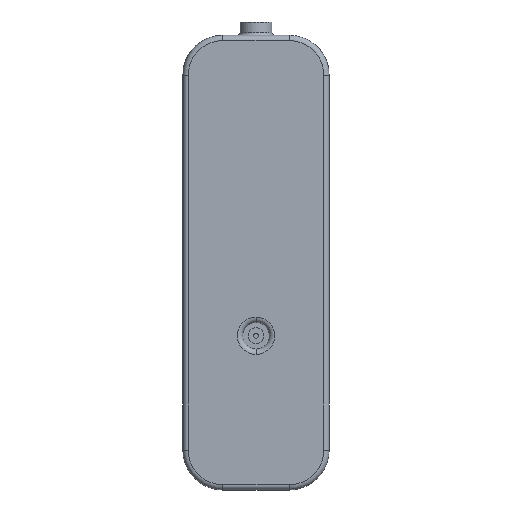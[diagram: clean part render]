
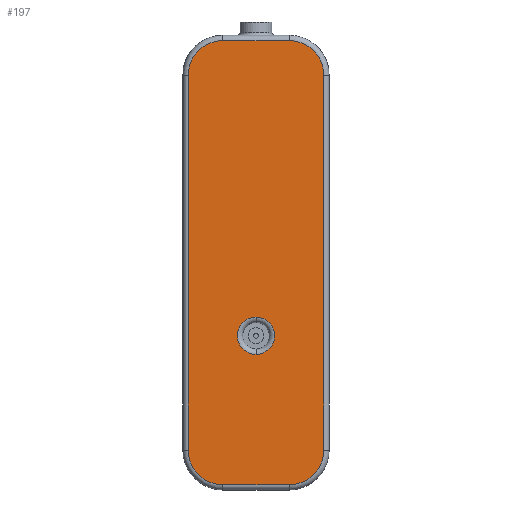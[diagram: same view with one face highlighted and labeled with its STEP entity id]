
A CAD part, front view. The second image highlights one B-rep face of the part: STEP entity #197.
In plain terms, the highlighted planar face has unit normal (0, -1, 0).
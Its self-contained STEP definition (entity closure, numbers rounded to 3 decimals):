
#76 = DIRECTION ( 'NONE',  ( 0., 1., 0. ) ) ;
#94 = DIRECTION ( 'NONE',  ( 0., 0., 1. ) ) ;
#103 = AXIS2_PLACEMENT_3D ( 'NONE', #997, #290, #1824 ) ;
#193 = DIRECTION ( 'NONE',  ( 0., -1., 0. ) ) ;
#197 = ADVANCED_FACE ( 'NONE', ( #2484, #3262 ), #2080, .F. ) ;
#286 = ORIENTED_EDGE ( 'NONE', *, *, #2396, .T. ) ;
#290 = DIRECTION ( 'NONE',  ( 0., 1., 0. ) ) ;
#327 = CARTESIAN_POINT ( 'NONE',  ( -33.229, 0., 107.115 ) ) ;
#366 = EDGE_CURVE ( 'NONE', #1725, #2229, #2109, .T. ) ;
#367 = EDGE_LOOP ( 'NONE', ( #1454, #286 ) ) ;
#379 = LINE ( 'NONE', #1387, #1985 ) ;
#421 = CARTESIAN_POINT ( 'NONE',  ( 0., 0., -46.885 ) ) ;
#435 = CARTESIAN_POINT ( 'NONE',  ( -20.229, 0., 120.115 ) ) ;
#548 = ORIENTED_EDGE ( 'NONE', *, *, #1303, .T. ) ;
#573 = DIRECTION ( 'NONE',  ( 0., -1., 0. ) ) ;
#585 = CARTESIAN_POINT ( 'NONE',  ( -7.729, 0., 2.115 ) ) ;
#587 = VECTOR ( 'NONE', #680, 1000. ) ;
#598 = DIRECTION ( 'NONE',  ( 0., 0., 1. ) ) ;
#654 = CARTESIAN_POINT ( 'NONE',  ( -7.729, 0., 9.115 ) ) ;
#662 = ORIENTED_EDGE ( 'NONE', *, *, #1746, .T. ) ;
#680 = DIRECTION ( 'NONE',  ( 0., 0., -1. ) ) ;
#688 = EDGE_LOOP ( 'NONE', ( #548, #980, #3303, #3300, #3043, #876, #662, #2110 ) ) ;
#774 = DIRECTION ( 'NONE',  ( 0., -1., 0. ) ) ;
#791 = VERTEX_POINT ( 'NONE', #2215 ) ;
#846 = VERTEX_POINT ( 'NONE', #1119 ) ;
#876 = ORIENTED_EDGE ( 'NONE', *, *, #2130, .T. ) ;
#939 = CARTESIAN_POINT ( 'NONE',  ( -33.229, 0., 0. ) ) ;
#963 = VECTOR ( 'NONE', #3291, 1000. ) ;
#980 = ORIENTED_EDGE ( 'NONE', *, *, #2213, .T. ) ;
#997 = CARTESIAN_POINT ( 'NONE',  ( 0., 0., 0. ) ) ;
#1037 = EDGE_CURVE ( 'NONE', #3331, #3207, #2747, .T. ) ;
#1119 = CARTESIAN_POINT ( 'NONE',  ( 17.771, 0., -33.885 ) ) ;
#1123 = CARTESIAN_POINT ( 'NONE',  ( 17.771, 0., 107.115 ) ) ;
#1148 = AXIS2_PLACEMENT_3D ( 'NONE', #654, #2469, #2721 ) ;
#1303 = EDGE_CURVE ( 'NONE', #2790, #1362, #2021, .T. ) ;
#1362 = VERTEX_POINT ( 'NONE', #435 ) ;
#1377 = AXIS2_PLACEMENT_3D ( 'NONE', #2793, #193, #3070 ) ;
#1387 = CARTESIAN_POINT ( 'NONE',  ( 17.771, 0., 0. ) ) ;
#1454 = ORIENTED_EDGE ( 'NONE', *, *, #2520, .T. ) ;
#1654 = CIRCLE ( 'NONE', #3011, 13. ) ;
#1701 = VERTEX_POINT ( 'NONE', #585 ) ;
#1725 = VERTEX_POINT ( 'NONE', #327 ) ;
#1746 = EDGE_CURVE ( 'NONE', #846, #2035, #379, .T. ) ;
#1747 = CIRCLE ( 'NONE', #2175, 13. ) ;
#1752 = CARTESIAN_POINT ( 'NONE',  ( 0., 0., 120.115 ) ) ;
#1764 = CIRCLE ( 'NONE', #2567, 13. ) ;
#1824 = DIRECTION ( 'NONE',  ( 0., 0., 1. ) ) ;
#1907 = AXIS2_PLACEMENT_3D ( 'NONE', #2620, #76, #2146 ) ;
#1985 = VECTOR ( 'NONE', #94, 1000. ) ;
#2021 = LINE ( 'NONE', #1752, #963 ) ;
#2035 = VERTEX_POINT ( 'NONE', #1123 ) ;
#2080 = PLANE ( 'NONE',  #103 ) ;
#2109 = LINE ( 'NONE', #939, #587 ) ;
#2110 = ORIENTED_EDGE ( 'NONE', *, *, #2853, .T. ) ;
#2121 = CARTESIAN_POINT ( 'NONE',  ( -20.229, 0., -33.885 ) ) ;
#2130 = EDGE_CURVE ( 'NONE', #3207, #846, #1764, .T. ) ;
#2146 = DIRECTION ( 'NONE',  ( 0., 0., 1. ) ) ;
#2161 = VECTOR ( 'NONE', #2252, 1000. ) ;
#2175 = AXIS2_PLACEMENT_3D ( 'NONE', #3213, #2699, #598 ) ;
#2213 = EDGE_CURVE ( 'NONE', #1362, #1725, #2619, .T. ) ;
#2215 = CARTESIAN_POINT ( 'NONE',  ( -7.729, 0., 16.115 ) ) ;
#2229 = VERTEX_POINT ( 'NONE', #2807 ) ;
#2252 = DIRECTION ( 'NONE',  ( 1., 0., 0. ) ) ;
#2331 = DIRECTION ( 'NONE',  ( 0., 0., 1. ) ) ;
#2337 = CARTESIAN_POINT ( 'NONE',  ( 4.771, 0., -46.885 ) ) ;
#2396 = EDGE_CURVE ( 'NONE', #1701, #791, #2714, .T. ) ;
#2469 = DIRECTION ( 'NONE',  ( 0., 1., 0. ) ) ;
#2484 = FACE_BOUND ( 'NONE', #367, .T. ) ;
#2496 = CIRCLE ( 'NONE', #1148, 7. ) ;
#2520 = EDGE_CURVE ( 'NONE', #791, #1701, #2496, .T. ) ;
#2567 = AXIS2_PLACEMENT_3D ( 'NONE', #2591, #774, #2331 ) ;
#2591 = CARTESIAN_POINT ( 'NONE',  ( 4.771, 0., -33.885 ) ) ;
#2619 = CIRCLE ( 'NONE', #1377, 13. ) ;
#2620 = CARTESIAN_POINT ( 'NONE',  ( -7.729, 0., 9.115 ) ) ;
#2699 = DIRECTION ( 'NONE',  ( 0., -1., 0. ) ) ;
#2714 = CIRCLE ( 'NONE', #1907, 7. ) ;
#2721 = DIRECTION ( 'NONE',  ( 0., 0., 1. ) ) ;
#2747 = LINE ( 'NONE', #421, #2161 ) ;
#2790 = VERTEX_POINT ( 'NONE', #2901 ) ;
#2793 = CARTESIAN_POINT ( 'NONE',  ( -20.229, 0., 107.115 ) ) ;
#2807 = CARTESIAN_POINT ( 'NONE',  ( -33.229, 0., -33.885 ) ) ;
#2853 = EDGE_CURVE ( 'NONE', #2035, #2790, #1747, .T. ) ;
#2901 = CARTESIAN_POINT ( 'NONE',  ( 4.771, 0., 120.115 ) ) ;
#3011 = AXIS2_PLACEMENT_3D ( 'NONE', #2121, #573, #3156 ) ;
#3043 = ORIENTED_EDGE ( 'NONE', *, *, #1037, .T. ) ;
#3070 = DIRECTION ( 'NONE',  ( 0., 0., 1. ) ) ;
#3156 = DIRECTION ( 'NONE',  ( 0., 0., 1. ) ) ;
#3183 = EDGE_CURVE ( 'NONE', #2229, #3331, #1654, .T. ) ;
#3192 = CARTESIAN_POINT ( 'NONE',  ( -20.229, 0., -46.885 ) ) ;
#3207 = VERTEX_POINT ( 'NONE', #2337 ) ;
#3213 = CARTESIAN_POINT ( 'NONE',  ( 4.771, 0., 107.115 ) ) ;
#3262 = FACE_OUTER_BOUND ( 'NONE', #688, .T. ) ;
#3291 = DIRECTION ( 'NONE',  ( -1., 0., 0. ) ) ;
#3300 = ORIENTED_EDGE ( 'NONE', *, *, #3183, .T. ) ;
#3303 = ORIENTED_EDGE ( 'NONE', *, *, #366, .T. ) ;
#3331 = VERTEX_POINT ( 'NONE', #3192 ) ;
